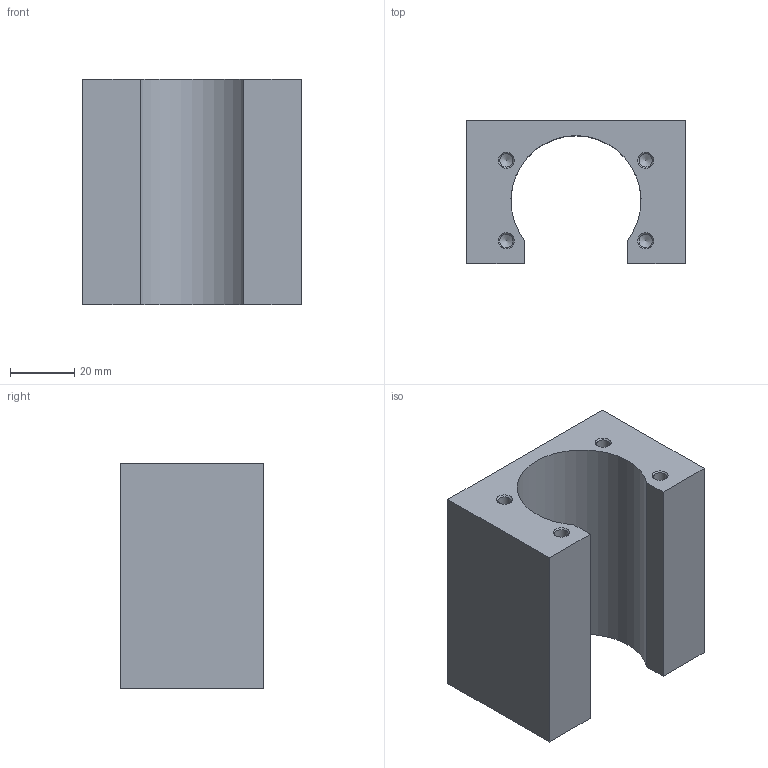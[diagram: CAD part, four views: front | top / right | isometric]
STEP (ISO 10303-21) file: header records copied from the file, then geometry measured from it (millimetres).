
FILE_DESCRIPTION(/* description */ ('STEP AP214'),/* implementation_level */ '2;1');
FILE_NAME(/* name */ 'BNFA2020R-25',/* time_stamp */ '2024-01-04T13:03:50+01:00',/* author */ ('License CC BY-ND 4.0'),/* organization */ ('CADENAS'),/* preprocessor_version */ 'ST-DEVELOPER v19.3',/* originating_system */ 'PARTsolutions',/* authorisation */ ' ');
FILE_SCHEMA (('AUTOMOTIVE_DESIGN {1 0 10303 214 3 1 1}'));
Length unit declared in the file: millimetre
Products named in the file (1): BNFA2020R-25
Bounding box: 68 x 44.5 x 70 mm (x, y, z)
Volume: 115078 mm3; surface area: 26220.6 mm2
Topology: 1 solids, 1 shells, 34 faces, 86 edges, 54 vertices
Faces by surface type: cone 16, plane 9, cylinder 9
Full cylindrical faces by diameter (mm): 4.134 x4, 6.647 x4
Entity records: 832 total; most frequent: DIRECTION 144, CARTESIAN_POINT 131, ORIENTED_EDGE 96, FACE_BOUND 66, AXIS2_PLACEMENT_3D 61, EDGE_LOOP 58, EDGE_CURVE 48, VERTEX_POINT 48
